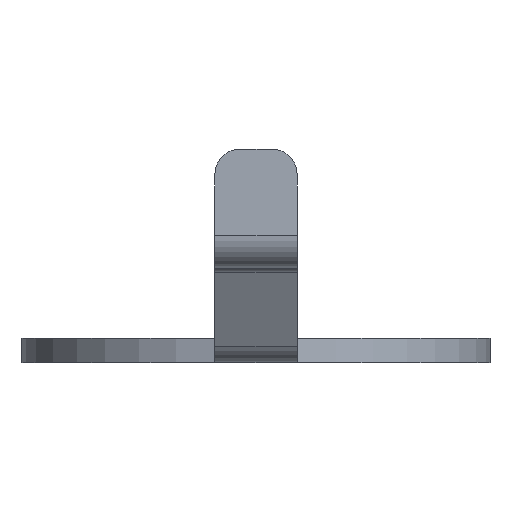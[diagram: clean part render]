
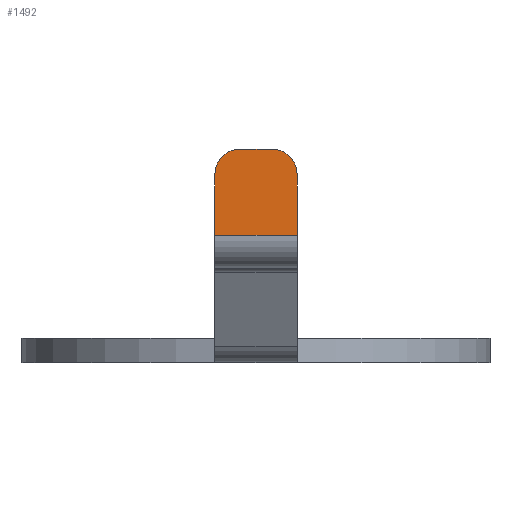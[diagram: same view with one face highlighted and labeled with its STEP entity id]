
A CAD part, left-side view. The second image highlights one B-rep face of the part: STEP entity #1492.
In plain terms, the highlighted planar face has unit normal (-1, 0, 0).
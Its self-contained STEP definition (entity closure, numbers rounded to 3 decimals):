
#158 = VECTOR ( 'NONE', #2649, 1000. ) ;
#180 = ORIENTED_EDGE ( 'NONE', *, *, #1157, .T. ) ;
#187 = CARTESIAN_POINT ( 'NONE',  ( -3., 0., 0. ) ) ;
#216 = EDGE_CURVE ( 'NONE', #1399, #2303, #217, .T. ) ;
#217 = CIRCLE ( 'NONE', #1750, 3. ) ;
#329 = DIRECTION ( 'NONE',  ( 0., 0., 1. ) ) ;
#367 = DIRECTION ( 'NONE',  ( 0., 0., 1. ) ) ;
#461 = DIRECTION ( 'NONE',  ( 0., -1., 0. ) ) ;
#462 = VECTOR ( 'NONE', #1781, 1000. ) ;
#517 = VECTOR ( 'NONE', #2700, 1000. ) ;
#547 = AXIS2_PLACEMENT_3D ( 'NONE', #187, #1424, #2270 ) ;
#601 = ORIENTED_EDGE ( 'NONE', *, *, #1277, .T. ) ;
#654 = EDGE_CURVE ( 'NONE', #1216, #1088, #2024, .T. ) ;
#697 = CARTESIAN_POINT ( 'NONE',  ( -3., 7., 14.5 ) ) ;
#804 = CARTESIAN_POINT ( 'NONE',  ( -3., 3., 14.5 ) ) ;
#980 = CARTESIAN_POINT ( 'NONE',  ( -3., 0., 4. ) ) ;
#1088 = VERTEX_POINT ( 'NONE', #1958 ) ;
#1119 = CIRCLE ( 'NONE', #1823, 3. ) ;
#1157 = EDGE_CURVE ( 'NONE', #1088, #1499, #2579, .T. ) ;
#1190 = CARTESIAN_POINT ( 'NONE',  ( -3., 7., 11.5 ) ) ;
#1202 = CARTESIAN_POINT ( 'NONE',  ( -3., 10., 0. ) ) ;
#1216 = VERTEX_POINT ( 'NONE', #1689 ) ;
#1241 = PLANE ( 'NONE',  #547 ) ;
#1277 = EDGE_CURVE ( 'NONE', #2303, #1690, #1985, .T. ) ;
#1371 = EDGE_LOOP ( 'NONE', ( #601, #1924, #1557, #180, #2488, #1601 ) ) ;
#1399 = VERTEX_POINT ( 'NONE', #2511 ) ;
#1424 = DIRECTION ( 'NONE',  ( -1., 0., 0. ) ) ;
#1492 = ADVANCED_FACE ( 'NONE', ( #2033 ), #1241, .T. ) ;
#1499 = VERTEX_POINT ( 'NONE', #980 ) ;
#1508 = CARTESIAN_POINT ( 'NONE',  ( -3., 0., 4. ) ) ;
#1557 = ORIENTED_EDGE ( 'NONE', *, *, #654, .T. ) ;
#1601 = ORIENTED_EDGE ( 'NONE', *, *, #216, .T. ) ;
#1623 = VECTOR ( 'NONE', #461, 1000. ) ;
#1689 = CARTESIAN_POINT ( 'NONE',  ( -3., 10., 11.5 ) ) ;
#1690 = VERTEX_POINT ( 'NONE', #697 ) ;
#1750 = AXIS2_PLACEMENT_3D ( 'NONE', #1791, #2228, #329 ) ;
#1781 = DIRECTION ( 'NONE',  ( 0., 1., 0. ) ) ;
#1791 = CARTESIAN_POINT ( 'NONE',  ( -3., 3., 11.5 ) ) ;
#1792 = CARTESIAN_POINT ( 'NONE',  ( -3., 0., 0. ) ) ;
#1794 = EDGE_CURVE ( 'NONE', #1499, #1399, #1997, .T. ) ;
#1823 = AXIS2_PLACEMENT_3D ( 'NONE', #1190, #1843, #367 ) ;
#1843 = DIRECTION ( 'NONE',  ( -1., 0., 0. ) ) ;
#1924 = ORIENTED_EDGE ( 'NONE', *, *, #2323, .T. ) ;
#1958 = CARTESIAN_POINT ( 'NONE',  ( -3., 10., 4. ) ) ;
#1985 = LINE ( 'NONE', #2440, #462 ) ;
#1997 = LINE ( 'NONE', #1792, #158 ) ;
#2024 = LINE ( 'NONE', #1202, #517 ) ;
#2033 = FACE_OUTER_BOUND ( 'NONE', #1371, .T. ) ;
#2228 = DIRECTION ( 'NONE',  ( -1., 0., 0. ) ) ;
#2270 = DIRECTION ( 'NONE',  ( 0., 0., 1. ) ) ;
#2303 = VERTEX_POINT ( 'NONE', #804 ) ;
#2323 = EDGE_CURVE ( 'NONE', #1690, #1216, #1119, .T. ) ;
#2440 = CARTESIAN_POINT ( 'NONE',  ( -3., 10., 14.5 ) ) ;
#2488 = ORIENTED_EDGE ( 'NONE', *, *, #1794, .T. ) ;
#2511 = CARTESIAN_POINT ( 'NONE',  ( -3., 0., 11.5 ) ) ;
#2579 = LINE ( 'NONE', #1508, #1623 ) ;
#2649 = DIRECTION ( 'NONE',  ( 0., 0., 1. ) ) ;
#2700 = DIRECTION ( 'NONE',  ( 0., 0., -1. ) ) ;
